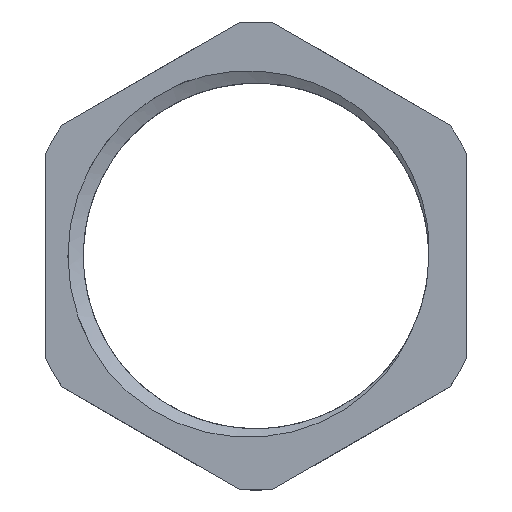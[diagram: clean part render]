
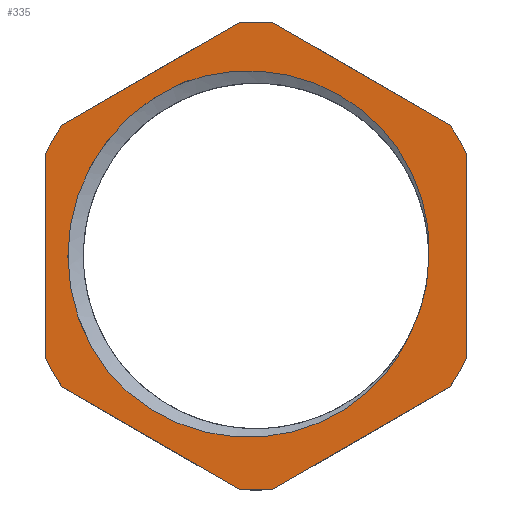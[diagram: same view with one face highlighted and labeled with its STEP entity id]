
A CAD part, top view. The second image highlights one B-rep face of the part: STEP entity #335.
In plain terms, the highlighted planar face has unit normal (0, 0, 1).
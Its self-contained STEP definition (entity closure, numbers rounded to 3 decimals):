
#16=FACE_BOUND('',#124,.T.);
#20=LINE('',#1020,#38);
#22=LINE('',#1025,#40);
#25=LINE('',#1036,#43);
#29=LINE('',#1053,#47);
#32=LINE('',#1064,#50);
#34=LINE('',#1069,#52);
#38=VECTOR('',#403,10.);
#40=VECTOR('',#407,10.);
#43=VECTOR('',#412,10.);
#47=VECTOR('',#418,10.);
#50=VECTOR('',#423,10.);
#52=VECTOR('',#427,10.);
#67=PLANE('',#364);
#70=CIRCLE('',#354,8.625);
#71=CIRCLE('',#356,9.386);
#73=CIRCLE('',#365,11.675);
#74=CIRCLE('',#366,11.675);
#75=CIRCLE('',#367,11.675);
#76=CIRCLE('',#368,11.675);
#77=CIRCLE('',#369,11.675);
#78=CIRCLE('',#370,11.675);
#104=FACE_OUTER_BOUND('',#123,.T.);
#123=EDGE_LOOP('',(#265,#266,#267,#268,#269,#270,#271,#272,#273,#274,#275,
#276));
#124=EDGE_LOOP('',(#277,#278,#279,#280));
#137=B_SPLINE_CURVE_WITH_KNOTS('',3,(#666,#667,#668,#669,#670,#671,#672,
#673,#674,#675,#676,#677,#678,#679,#680,#681),.UNSPECIFIED.,.F.,.F.,(4,
3,3,3,3,4),(-1.794,-1.724,-1.306,-0.879,
-0.444,0.),.UNSPECIFIED.);
#142=B_SPLINE_CURVE_WITH_KNOTS('',3,(#992,#993,#994,#995,#996,#997,#998,
#999,#1000,#1001,#1002,#1003,#1004,#1005,#1006,#1007),.UNSPECIFIED.,.F.,
 .F.,(4,3,3,3,3,4),(-1.791,-1.715,-1.274,
-0.841,-0.416,0.),.UNSPECIFIED.);
#145=VERTEX_POINT('',#633);
#146=VERTEX_POINT('',#665);
#148=VERTEX_POINT('',#716);
#150=VERTEX_POINT('',#906);
#153=VERTEX_POINT('',#1017);
#154=VERTEX_POINT('',#1019);
#155=VERTEX_POINT('',#1023);
#156=VERTEX_POINT('',#1024);
#159=VERTEX_POINT('',#1034);
#160=VERTEX_POINT('',#1035);
#165=VERTEX_POINT('',#1050);
#166=VERTEX_POINT('',#1052);
#169=VERTEX_POINT('',#1061);
#170=VERTEX_POINT('',#1063);
#171=VERTEX_POINT('',#1067);
#172=VERTEX_POINT('',#1068);
#178=EDGE_CURVE('',#145,#146,#137,.T.);
#182=EDGE_CURVE('',#148,#145,#70,.T.);
#185=EDGE_CURVE('',#150,#148,#142,.T.);
#186=EDGE_CURVE('',#150,#146,#71,.T.);
#190=EDGE_CURVE('',#154,#153,#20,.T.);
#192=EDGE_CURVE('',#155,#156,#22,.T.);
#196=EDGE_CURVE('',#159,#160,#25,.T.);
#202=EDGE_CURVE('',#166,#165,#29,.T.);
#206=EDGE_CURVE('',#170,#169,#32,.T.);
#208=EDGE_CURVE('',#171,#172,#34,.T.);
#212=EDGE_CURVE('',#153,#170,#73,.T.);
#213=EDGE_CURVE('',#169,#166,#74,.T.);
#214=EDGE_CURVE('',#165,#159,#75,.T.);
#215=EDGE_CURVE('',#160,#155,#76,.T.);
#216=EDGE_CURVE('',#156,#171,#77,.T.);
#217=EDGE_CURVE('',#172,#154,#78,.T.);
#265=ORIENTED_EDGE('',*,*,#190,.T.);
#266=ORIENTED_EDGE('',*,*,#212,.T.);
#267=ORIENTED_EDGE('',*,*,#206,.T.);
#268=ORIENTED_EDGE('',*,*,#213,.T.);
#269=ORIENTED_EDGE('',*,*,#202,.T.);
#270=ORIENTED_EDGE('',*,*,#214,.T.);
#271=ORIENTED_EDGE('',*,*,#196,.T.);
#272=ORIENTED_EDGE('',*,*,#215,.T.);
#273=ORIENTED_EDGE('',*,*,#192,.T.);
#274=ORIENTED_EDGE('',*,*,#216,.T.);
#275=ORIENTED_EDGE('',*,*,#208,.T.);
#276=ORIENTED_EDGE('',*,*,#217,.T.);
#277=ORIENTED_EDGE('',*,*,#186,.T.);
#278=ORIENTED_EDGE('',*,*,#178,.F.);
#279=ORIENTED_EDGE('',*,*,#182,.F.);
#280=ORIENTED_EDGE('',*,*,#185,.F.);
#335=ADVANCED_FACE('',(#104,#16),#67,.T.);
#354=AXIS2_PLACEMENT_3D('',#748,#392,#393);
#356=AXIS2_PLACEMENT_3D('',#1009,#396,#397);
#364=AXIS2_PLACEMENT_3D('',#1077,#430,#431);
#365=AXIS2_PLACEMENT_3D('',#1078,#432,#433);
#366=AXIS2_PLACEMENT_3D('',#1079,#434,#435);
#367=AXIS2_PLACEMENT_3D('',#1080,#436,#437);
#368=AXIS2_PLACEMENT_3D('',#1081,#438,#439);
#369=AXIS2_PLACEMENT_3D('',#1082,#440,#441);
#370=AXIS2_PLACEMENT_3D('',#1083,#442,#443);
#392=DIRECTION('center_axis',(0.,0.,1.));
#393=DIRECTION('ref_axis',(-1.,0.,0.));
#396=DIRECTION('center_axis',(0.,0.,-1.));
#397=DIRECTION('ref_axis',(-1.,0.,0.));
#403=DIRECTION('',(0.866,0.5,0.));
#407=DIRECTION('',(0.,-1.,0.));
#412=DIRECTION('',(-0.866,-0.5,0.));
#418=DIRECTION('',(-0.866,0.5,0.));
#423=DIRECTION('',(0.,1.,0.));
#427=DIRECTION('',(0.866,-0.5,0.));
#430=DIRECTION('center_axis',(0.,0.,1.));
#431=DIRECTION('ref_axis',(1.,0.,0.));
#432=DIRECTION('center_axis',(0.,0.,1.));
#433=DIRECTION('ref_axis',(1.,0.,0.));
#434=DIRECTION('center_axis',(0.,0.,1.));
#435=DIRECTION('ref_axis',(1.,0.,0.));
#436=DIRECTION('center_axis',(0.,0.,1.));
#437=DIRECTION('ref_axis',(1.,0.,0.));
#438=DIRECTION('center_axis',(0.,0.,1.));
#439=DIRECTION('ref_axis',(1.,0.,0.));
#440=DIRECTION('center_axis',(0.,0.,1.));
#441=DIRECTION('ref_axis',(1.,0.,0.));
#442=DIRECTION('center_axis',(0.,0.,1.));
#443=DIRECTION('ref_axis',(1.,0.,0.));
#633=CARTESIAN_POINT('',(8.625,0.,2.97));
#665=CARTESIAN_POINT('',(-3.76,8.6,2.97));
#666=CARTESIAN_POINT('Ctrl Pts',(8.625,0.,
2.97));
#667=CARTESIAN_POINT('Ctrl Pts',(8.636,0.233,2.97));
#668=CARTESIAN_POINT('Ctrl Pts',(8.637,0.466,2.97));
#669=CARTESIAN_POINT('Ctrl Pts',(8.628,0.698,2.97));
#670=CARTESIAN_POINT('Ctrl Pts',(8.578,2.085,2.97));
#671=CARTESIAN_POINT('Ctrl Pts',(8.185,3.462,2.97));
#672=CARTESIAN_POINT('Ctrl Pts',(7.506,4.668,2.97));
#673=CARTESIAN_POINT('Ctrl Pts',(6.812,5.901,2.97));
#674=CARTESIAN_POINT('Ctrl Pts',(5.813,6.966,2.97));
#675=CARTESIAN_POINT('Ctrl Pts',(4.63,7.743,2.97));
#676=CARTESIAN_POINT('Ctrl Pts',(3.424,8.536,2.97));
#677=CARTESIAN_POINT('Ctrl Pts',(2.02,9.034,2.97));
#678=CARTESIAN_POINT('Ctrl Pts',(0.583,9.186,2.97));
#679=CARTESIAN_POINT('Ctrl Pts',(-0.882,9.34,2.97));
#680=CARTESIAN_POINT('Ctrl Pts',(-2.382,9.137,2.97));
#681=CARTESIAN_POINT('Ctrl Pts',(-3.76,8.6,2.97));
#716=CARTESIAN_POINT('',(7.609,-4.06,2.97));
#748=CARTESIAN_POINT('Origin',(0.,0.,2.97));
#906=CARTESIAN_POINT('',(-7.366,-5.817,2.97));
#992=CARTESIAN_POINT('Ctrl Pts',(-7.366,-5.817,2.97));
#993=CARTESIAN_POINT('Ctrl Pts',(-7.202,-6.009,2.97));
#994=CARTESIAN_POINT('Ctrl Pts',(-7.03,-6.194,2.97));
#995=CARTESIAN_POINT('Ctrl Pts',(-6.851,-6.372,2.97));
#996=CARTESIAN_POINT('Ctrl Pts',(-5.806,-7.406,2.97));
#997=CARTESIAN_POINT('Ctrl Pts',(-4.509,-8.191,2.97));
#998=CARTESIAN_POINT('Ctrl Pts',(-3.111,-8.629,2.97));
#999=CARTESIAN_POINT('Ctrl Pts',(-1.738,-9.061,2.97));
#1000=CARTESIAN_POINT('Ctrl Pts',(-0.256,-9.162,2.97));
#1001=CARTESIAN_POINT('Ctrl Pts',(1.161,-8.915,2.97));
#1002=CARTESIAN_POINT('Ctrl Pts',(2.55,-8.674,2.97));
#1003=CARTESIAN_POINT('Ctrl Pts',(3.886,-8.097,2.97));
#1004=CARTESIAN_POINT('Ctrl Pts',(5.01,-7.244,2.97));
#1005=CARTESIAN_POINT('Ctrl Pts',(6.112,-6.409,2.97));
#1006=CARTESIAN_POINT('Ctrl Pts',(7.012,-5.312,2.97));
#1007=CARTESIAN_POINT('Ctrl Pts',(7.609,-4.06,2.97));
#1009=CARTESIAN_POINT('Origin',(0.,0.,2.97));
#1017=CARTESIAN_POINT('',(9.671,-6.541,2.97));
#1019=CARTESIAN_POINT('',(0.829,-11.646,2.97));
#1020=CARTESIAN_POINT('',(9.983,-6.36,2.97));
#1023=CARTESIAN_POINT('',(-10.5,5.104,2.97));
#1024=CARTESIAN_POINT('',(-10.5,-5.104,2.97));
#1025=CARTESIAN_POINT('',(-10.5,-5.466,2.97));
#1034=CARTESIAN_POINT('',(-0.829,11.646,2.97));
#1035=CARTESIAN_POINT('',(-9.671,6.541,2.97));
#1036=CARTESIAN_POINT('',(-4.937,9.274,2.97));
#1050=CARTESIAN_POINT('',(0.829,11.646,2.97));
#1052=CARTESIAN_POINT('',(9.671,6.541,2.97));
#1053=CARTESIAN_POINT('',(8.086,7.456,2.97));
#1061=CARTESIAN_POINT('',(10.5,5.104,2.97));
#1063=CARTESIAN_POINT('',(10.5,-5.104,2.97));
#1064=CARTESIAN_POINT('',(10.5,-0.361,2.97));
#1067=CARTESIAN_POINT('',(-9.671,-6.541,2.97));
#1068=CARTESIAN_POINT('',(-0.829,-11.646,2.97));
#1069=CARTESIAN_POINT('',(2.007,-13.283,2.97));
#1077=CARTESIAN_POINT('Origin',(10.093,-5.827,2.97));
#1078=CARTESIAN_POINT('Origin',(0.,0.,2.97));
#1079=CARTESIAN_POINT('Origin',(0.,0.,2.97));
#1080=CARTESIAN_POINT('Origin',(0.,0.,2.97));
#1081=CARTESIAN_POINT('Origin',(0.,0.,2.97));
#1082=CARTESIAN_POINT('Origin',(0.,0.,2.97));
#1083=CARTESIAN_POINT('Origin',(0.,0.,2.97));
